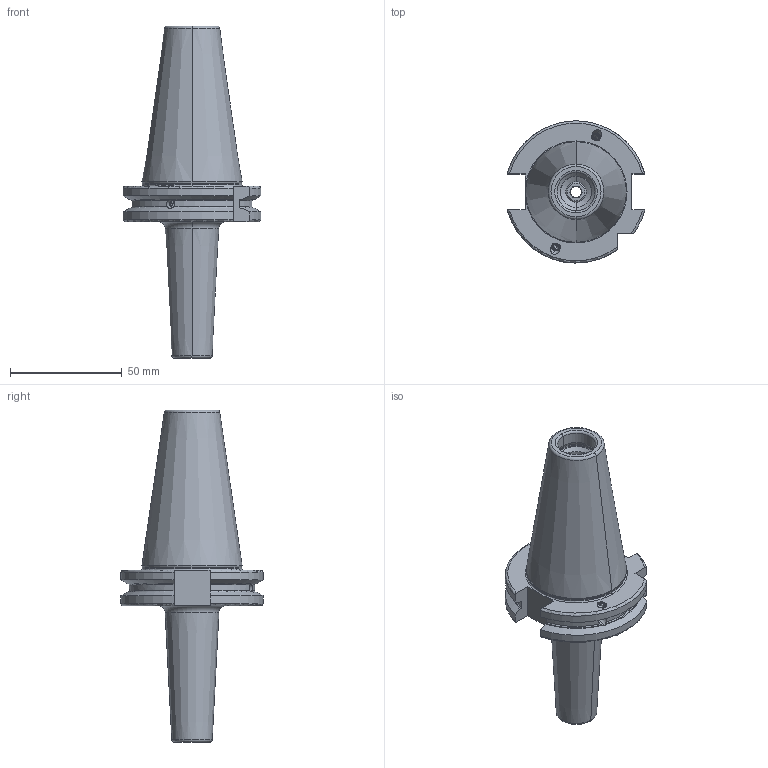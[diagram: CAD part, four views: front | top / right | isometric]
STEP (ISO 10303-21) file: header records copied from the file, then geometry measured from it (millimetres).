
FILE_DESCRIPTION((''),'2;1');
FILE_NAME('403_72_12','2020-06-11T',('104091'),(''),'CREO PARAMETRIC BY PTC INC, 2015290','CREO PARAMETRIC BY PTC INC, 2015290','');
FILE_SCHEMA(('CONFIG_CONTROL_DESIGN'));
Length unit declared in the file: millimetre
Products named in the file (1): 403_72_12
Bounding box: 61.48 x 63.54 x 148.4 mm (x, y, z)
Volume: 115643.8 mm3; surface area: 26724.2 mm2
Topology: 1 solids, 1 shells, 185 faces, 466 edges, 295 vertices
Faces by surface type: plane 52, cylinder 51, cone 46, torus 36
Entity records: 6131 total; most frequent: CARTESIAN_POINT 1686, DIRECTION 936, ORIENTED_EDGE 916, EDGE_CURVE 458, AXIS2_PLACEMENT_3D 373, VERTEX_POINT 283, EDGE_LOOP 199, VECTOR 190
